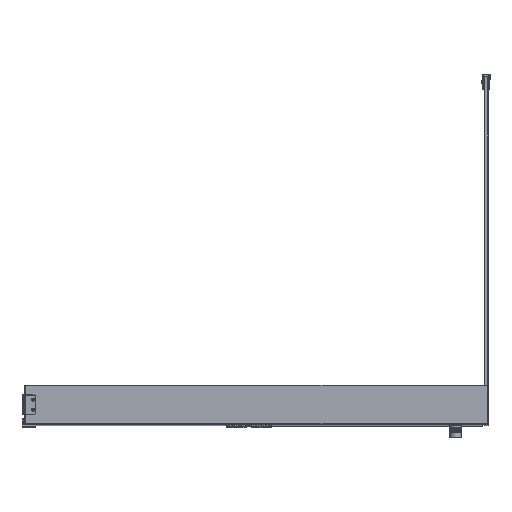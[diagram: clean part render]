
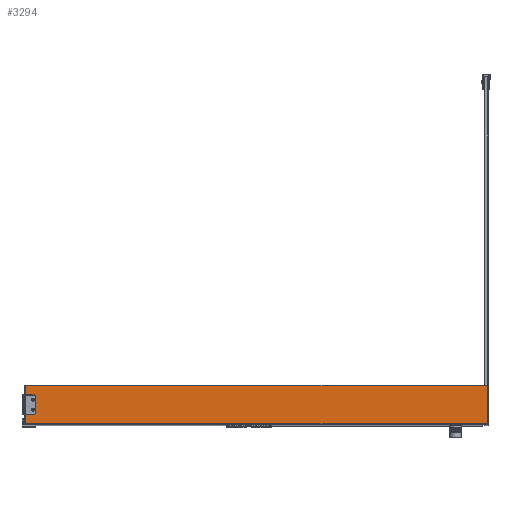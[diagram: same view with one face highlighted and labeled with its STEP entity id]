
A CAD part, top view. The second image highlights one B-rep face of the part: STEP entity #3294.
In plain terms, the highlighted planar face has unit normal (0, 0, 1).
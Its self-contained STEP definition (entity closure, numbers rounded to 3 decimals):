
#3294=ADVANCED_FACE('',(#5788),#40251,.T.);
#5788=FACE_OUTER_BOUND('',#8435,.T.);
#8435=EDGE_LOOP('',(#20894,#20895,#20896,#20897,#20898,#20899,#20900,#20901));
#20894=ORIENTED_EDGE('',*,*,#27569,.T.);
#20895=ORIENTED_EDGE('',*,*,#27594,.T.);
#20896=ORIENTED_EDGE('',*,*,#27570,.T.);
#20897=ORIENTED_EDGE('',*,*,#27595,.T.);
#20898=ORIENTED_EDGE('',*,*,#27571,.T.);
#20899=ORIENTED_EDGE('',*,*,#27589,.T.);
#20900=ORIENTED_EDGE('',*,*,#27572,.T.);
#20901=ORIENTED_EDGE('',*,*,#27588,.T.);
#27569=EDGE_CURVE('',#38188,#38189,#32616,.T.);
#27570=EDGE_CURVE('',#38190,#38191,#32617,.T.);
#27571=EDGE_CURVE('',#38192,#38193,#32618,.T.);
#27572=EDGE_CURVE('',#38194,#38195,#32619,.T.);
#27588=EDGE_CURVE('',#38195,#38188,#34142,.T.);
#27589=EDGE_CURVE('',#38193,#38194,#34143,.T.);
#27594=EDGE_CURVE('',#38189,#38190,#34144,.T.);
#27595=EDGE_CURVE('',#38191,#38192,#34145,.T.);
#32616=B_SPLINE_CURVE_WITH_KNOTS('',1,(#82342,#82343),.UNSPECIFIED.,.F.,
 .F.,(2,2),(0.,1189.),.UNSPECIFIED.);
#32617=B_SPLINE_CURVE_WITH_KNOTS('',1,(#82344,#82345),.UNSPECIFIED.,.F.,
 .F.,(2,2),(0.,96.),.UNSPECIFIED.);
#32618=B_SPLINE_CURVE_WITH_KNOTS('',1,(#82346,#82347),.UNSPECIFIED.,.F.,
 .F.,(2,2),(0.,1189.),.UNSPECIFIED.);
#32619=B_SPLINE_CURVE_WITH_KNOTS('',1,(#82348,#82349),.UNSPECIFIED.,.F.,
 .F.,(2,2),(0.,96.),.UNSPECIFIED.);
#34142=(
BOUNDED_CURVE()
B_SPLINE_CURVE(2,(#82388,#82389,#82390),.UNSPECIFIED.,.F.,.F.)
B_SPLINE_CURVE_WITH_KNOTS((3,3),(-1.571,0.),.UNSPECIFIED.)
CURVE()
GEOMETRIC_REPRESENTATION_ITEM()
RATIONAL_B_SPLINE_CURVE((1.,0.707,1.))
REPRESENTATION_ITEM('')
);
#34143=(
BOUNDED_CURVE()
B_SPLINE_CURVE(2,(#82391,#82392,#82393),.UNSPECIFIED.,.F.,.F.)
B_SPLINE_CURVE_WITH_KNOTS((3,3),(-1.571,0.),.UNSPECIFIED.)
CURVE()
GEOMETRIC_REPRESENTATION_ITEM()
RATIONAL_B_SPLINE_CURVE((1.,0.707,1.))
REPRESENTATION_ITEM('')
);
#34144=(
BOUNDED_CURVE()
B_SPLINE_CURVE(2,(#82402,#82403,#82404),.UNSPECIFIED.,.F.,.F.)
B_SPLINE_CURVE_WITH_KNOTS((3,3),(-1.571,0.),.UNSPECIFIED.)
CURVE()
GEOMETRIC_REPRESENTATION_ITEM()
RATIONAL_B_SPLINE_CURVE((1.,0.707,1.))
REPRESENTATION_ITEM('')
);
#34145=(
BOUNDED_CURVE()
B_SPLINE_CURVE(2,(#82405,#82406,#82407),.UNSPECIFIED.,.F.,.F.)
B_SPLINE_CURVE_WITH_KNOTS((3,3),(-1.571,0.),.UNSPECIFIED.)
CURVE()
GEOMETRIC_REPRESENTATION_ITEM()
RATIONAL_B_SPLINE_CURVE((1.,0.707,1.))
REPRESENTATION_ITEM('')
);
#38188=VERTEX_POINT('',#82294);
#38189=VERTEX_POINT('',#82295);
#38190=VERTEX_POINT('',#82296);
#38191=VERTEX_POINT('',#82297);
#38192=VERTEX_POINT('',#82298);
#38193=VERTEX_POINT('',#82299);
#38194=VERTEX_POINT('',#82300);
#38195=VERTEX_POINT('',#82301);
#40251=PLANE('',#43656);
#43656=AXIS2_PLACEMENT_3D('',#82120,#45919,$);
#45919=DIRECTION('',(0.,0.,1.));
#82120=CARTESIAN_POINT('',(-714.6,-58.8,10.));
#82294=CARTESIAN_POINT('',(594.5,49.,10.));
#82295=CARTESIAN_POINT('',(-594.5,49.,10.));
#82296=CARTESIAN_POINT('',(-595.5,48.,10.));
#82297=CARTESIAN_POINT('',(-595.5,-48.,10.));
#82298=CARTESIAN_POINT('',(-594.5,-49.,10.));
#82299=CARTESIAN_POINT('',(594.5,-49.,10.));
#82300=CARTESIAN_POINT('',(595.5,-48.,10.));
#82301=CARTESIAN_POINT('',(595.5,48.,10.));
#82342=CARTESIAN_POINT('',(594.5,49.,10.));
#82343=CARTESIAN_POINT('',(-594.5,49.,10.));
#82344=CARTESIAN_POINT('',(-595.5,48.,10.));
#82345=CARTESIAN_POINT('',(-595.5,-48.,10.));
#82346=CARTESIAN_POINT('',(-594.5,-49.,10.));
#82347=CARTESIAN_POINT('',(594.5,-49.,10.));
#82348=CARTESIAN_POINT('',(595.5,-48.,10.));
#82349=CARTESIAN_POINT('',(595.5,48.,10.));
#82388=CARTESIAN_POINT('',(595.5,48.,10.));
#82389=CARTESIAN_POINT('',(595.5,49.,10.));
#82390=CARTESIAN_POINT('',(594.5,49.,10.));
#82391=CARTESIAN_POINT('',(594.5,-49.,10.));
#82392=CARTESIAN_POINT('',(595.5,-49.,10.));
#82393=CARTESIAN_POINT('',(595.5,-48.,10.));
#82402=CARTESIAN_POINT('',(-594.5,49.,10.));
#82403=CARTESIAN_POINT('',(-595.5,49.,10.));
#82404=CARTESIAN_POINT('',(-595.5,48.,10.));
#82405=CARTESIAN_POINT('',(-595.5,-48.,10.));
#82406=CARTESIAN_POINT('',(-595.5,-49.,10.));
#82407=CARTESIAN_POINT('',(-594.5,-49.,10.));
